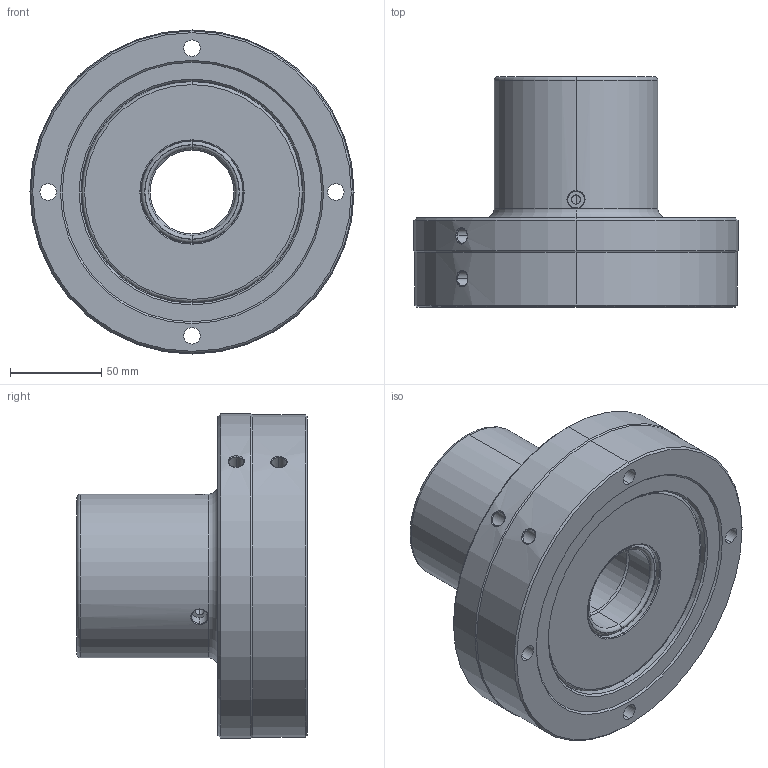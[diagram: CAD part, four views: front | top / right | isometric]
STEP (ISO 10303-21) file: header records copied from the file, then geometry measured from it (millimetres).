
FILE_DESCRIPTION (( 'STEP AP214' ), '1' );
FILE_NAME ('JAS-16C-PL.STEP', '2020-07-07T08:32:24', ( 'Microsoft' ), ( 'Microsoft' ), 'SwSTEP 2.0', 'SolidWorks 2016', '' );
FILE_SCHEMA (( 'AUTOMOTIVE_DESIGN' ));
Length unit declared in the file: millimetre
Products named in the file (1): JAS-16C-PL
Bounding box: 178 x 126.5 x 178 mm (x, y, z)
Volume: 1396238.8 mm3; surface area: 127396.5 mm2
Topology: 1 solids, 1 shells, 711 faces, 1812 edges, 1181 vertices
Faces by surface type: plane 357, bspline 198, cylinder 100, cone 42, torus 14
Entity records: 43963 total; most frequent: CARTESIAN_POINT 21658, ORIENTED_EDGE 3608, DIRECTION 2653, EDGE_CURVE 1804, VERTEX_POINT 1181, LINE 1145, VECTOR 1145, EDGE_LOOP 813
